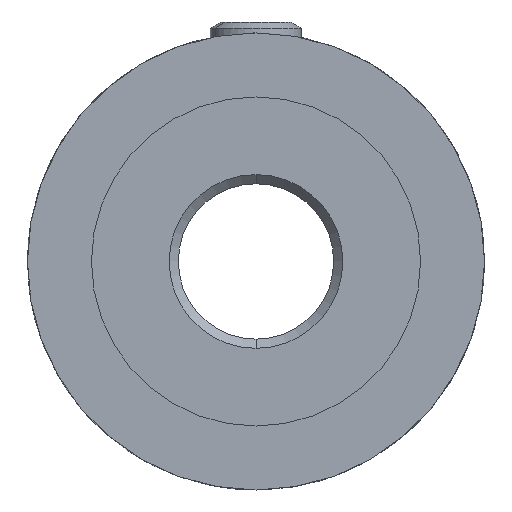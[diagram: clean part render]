
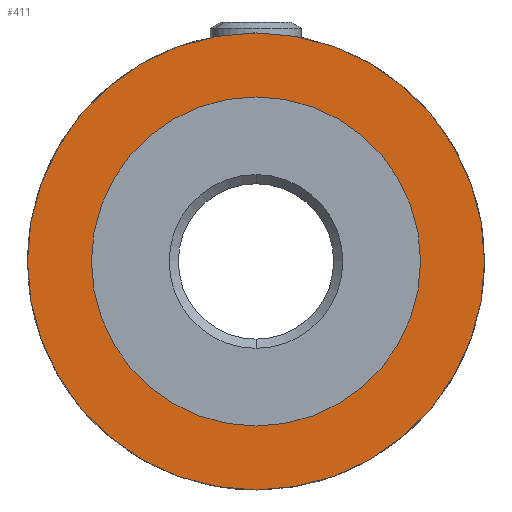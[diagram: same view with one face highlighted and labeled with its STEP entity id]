
A CAD part, front view. The second image highlights one B-rep face of the part: STEP entity #411.
In plain terms, the highlighted planar face has unit normal (0, -1, 0).
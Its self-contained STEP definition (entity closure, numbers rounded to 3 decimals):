
#17 = VERTEX_POINT ( 'NONE', #1231 ) ;
#86 = ORIENTED_EDGE ( 'NONE', *, *, #1324, .F. ) ;
#115 = ORIENTED_EDGE ( 'NONE', *, *, #1017, .T. ) ;
#151 = AXIS2_PLACEMENT_3D ( 'NONE', #229, #1581, #1103 ) ;
#198 = EDGE_LOOP ( 'NONE', ( #86, #695 ) ) ;
#213 = DIRECTION ( 'NONE',  ( 0., 1., 0. ) ) ;
#229 = CARTESIAN_POINT ( 'NONE',  ( 0., 3., 0. ) ) ;
#341 = CIRCLE ( 'NONE', #1745, 9. ) ;
#411 = ADVANCED_FACE ( 'NONE', ( #1790, #591 ), #1171, .F. ) ;
#412 = DIRECTION ( 'NONE',  ( -1., 0., 0. ) ) ;
#591 = FACE_BOUND ( 'NONE', #862, .T. ) ;
#600 = CARTESIAN_POINT ( 'NONE',  ( 0., 3., 0. ) ) ;
#607 = EDGE_CURVE ( 'NONE', #1506, #832, #1828, .T. ) ;
#608 = DIRECTION ( 'NONE',  ( 0., 1., 0. ) ) ;
#641 = CARTESIAN_POINT ( 'NONE',  ( 12.5, 3., 0. ) ) ;
#680 = DIRECTION ( 'NONE',  ( 0., 1., 0. ) ) ;
#695 = ORIENTED_EDGE ( 'NONE', *, *, #607, .F. ) ;
#758 = DIRECTION ( 'NONE',  ( -1., 0., 0. ) ) ;
#815 = CARTESIAN_POINT ( 'NONE',  ( -12.5, 3., 0. ) ) ;
#832 = VERTEX_POINT ( 'NONE', #815 ) ;
#862 = EDGE_LOOP ( 'NONE', ( #115, #1522 ) ) ;
#1017 = EDGE_CURVE ( 'NONE', #1891, #17, #1064, .T. ) ;
#1064 = CIRCLE ( 'NONE', #151, 9. ) ;
#1103 = DIRECTION ( 'NONE',  ( -1., 0., 0. ) ) ;
#1171 = PLANE ( 'NONE',  #1819 ) ;
#1203 = AXIS2_PLACEMENT_3D ( 'NONE', #1680, #1806, #1551 ) ;
#1231 = CARTESIAN_POINT ( 'NONE',  ( 9., 3., 0. ) ) ;
#1324 = EDGE_CURVE ( 'NONE', #832, #1506, #1762, .T. ) ;
#1330 = CARTESIAN_POINT ( 'NONE',  ( 9., 3., 0. ) ) ;
#1418 = EDGE_CURVE ( 'NONE', #17, #1891, #341, .T. ) ;
#1432 = DIRECTION ( 'NONE',  ( -1., 0., 0. ) ) ;
#1506 = VERTEX_POINT ( 'NONE', #641 ) ;
#1522 = ORIENTED_EDGE ( 'NONE', *, *, #1418, .T. ) ;
#1533 = CARTESIAN_POINT ( 'NONE',  ( -9., 3., 0. ) ) ;
#1551 = DIRECTION ( 'NONE',  ( -1., 0., 0. ) ) ;
#1581 = DIRECTION ( 'NONE',  ( 0., 1., 0. ) ) ;
#1680 = CARTESIAN_POINT ( 'NONE',  ( 0., 3., 0. ) ) ;
#1745 = AXIS2_PLACEMENT_3D ( 'NONE', #1866, #213, #1432 ) ;
#1762 = CIRCLE ( 'NONE', #1203, 12.5 ) ;
#1790 = FACE_OUTER_BOUND ( 'NONE', #198, .T. ) ;
#1806 = DIRECTION ( 'NONE',  ( 0., 1., 0. ) ) ;
#1819 = AXIS2_PLACEMENT_3D ( 'NONE', #1330, #680, #412 ) ;
#1828 = CIRCLE ( 'NONE', #1920, 12.5 ) ;
#1866 = CARTESIAN_POINT ( 'NONE',  ( 0., 3., 0. ) ) ;
#1891 = VERTEX_POINT ( 'NONE', #1533 ) ;
#1920 = AXIS2_PLACEMENT_3D ( 'NONE', #600, #608, #758 ) ;
